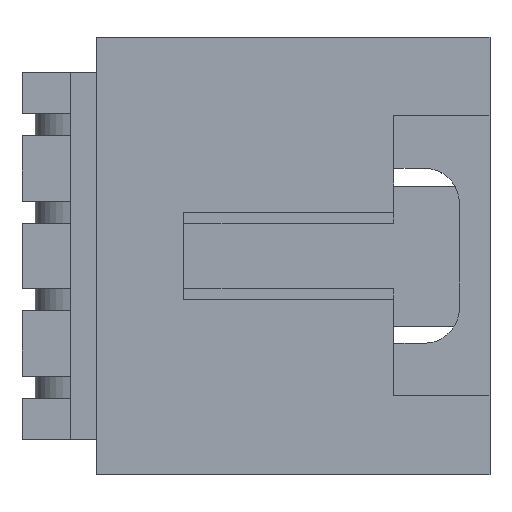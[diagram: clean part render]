
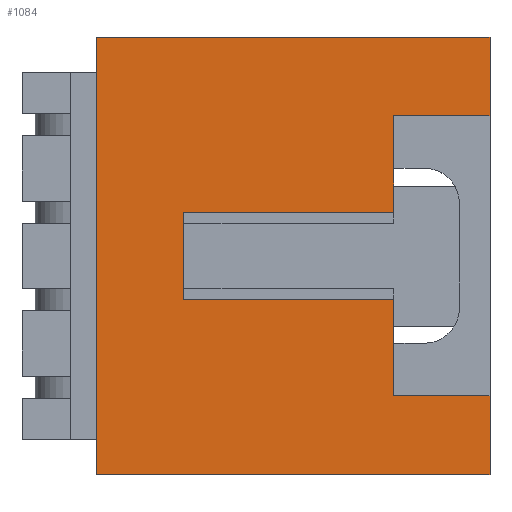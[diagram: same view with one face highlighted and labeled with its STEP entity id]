
A CAD part, top view. The second image highlights one B-rep face of the part: STEP entity #1084.
In plain terms, the highlighted planar face has unit normal (0, 0, 1).
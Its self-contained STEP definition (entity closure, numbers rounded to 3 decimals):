
#80 = VERTEX_POINT('',#81);
#81 = CARTESIAN_POINT('',(1.465,2.531,5.471));
#87 = EDGE_CURVE('',#88,#80,#90,.T.);
#88 = VERTEX_POINT('',#89);
#89 = CARTESIAN_POINT('',(1.465,-10.17,5.471));
#90 = LINE('',#91,#92);
#91 = CARTESIAN_POINT('',(1.465,-10.17,5.471));
#92 = VECTOR('',#93,1.);
#93 = DIRECTION('',(0.,1.,0.));
#475 = VERTEX_POINT('',#476);
#476 = CARTESIAN_POINT('',(12.895,-10.17,5.471));
#482 = EDGE_CURVE('',#483,#475,#485,.T.);
#483 = VERTEX_POINT('',#484);
#484 = CARTESIAN_POINT('',(12.895,-7.884,5.471));
#485 = LINE('',#486,#487);
#486 = CARTESIAN_POINT('',(12.895,-7.884,5.471));
#487 = VECTOR('',#488,1.);
#488 = DIRECTION('',(0.,-1.,0.));
#507 = VERTEX_POINT('',#508);
#508 = CARTESIAN_POINT('',(12.895,0.245,5.471));
#514 = EDGE_CURVE('',#515,#507,#517,.T.);
#515 = VERTEX_POINT('',#516);
#516 = CARTESIAN_POINT('',(12.895,2.531,5.471));
#517 = LINE('',#518,#519);
#518 = CARTESIAN_POINT('',(12.895,2.531,5.471));
#519 = VECTOR('',#520,1.);
#520 = DIRECTION('',(0.,-1.,0.));
#742 = VERTEX_POINT('',#743);
#743 = CARTESIAN_POINT('',(4.005,-5.09,5.471));
#749 = EDGE_CURVE('',#742,#750,#752,.T.);
#750 = VERTEX_POINT('',#751);
#751 = CARTESIAN_POINT('',(4.005,-2.55,5.471));
#752 = LINE('',#753,#754);
#753 = CARTESIAN_POINT('',(4.005,-5.09,5.471));
#754 = VECTOR('',#755,1.);
#755 = DIRECTION('',(0.,1.,0.));
#1056 = EDGE_CURVE('',#1057,#750,#1059,.T.);
#1057 = VERTEX_POINT('',#1058);
#1058 = CARTESIAN_POINT('',(10.101,-2.55,5.471));
#1059 = LINE('',#1060,#1061);
#1060 = CARTESIAN_POINT('',(10.101,-2.55,5.471));
#1061 = VECTOR('',#1062,1.);
#1062 = DIRECTION('',(-1.,0.,0.));
#1084 = ADVANCED_FACE('',(#1085),#1156,.T.);
#1085 = FACE_BOUND('',#1086,.F.);
#1086 = EDGE_LOOP('',(#1087,#1088,#1096,#1104,#1112,#1118,#1119,#1125,
    #1126,#1132,#1133,#1141,#1149,#1155));
#1087 = ORIENTED_EDGE('',*,*,#749,.F.);
#1088 = ORIENTED_EDGE('',*,*,#1089,.F.);
#1089 = EDGE_CURVE('',#1090,#742,#1092,.T.);
#1090 = VERTEX_POINT('',#1091);
#1091 = CARTESIAN_POINT('',(10.101,-5.09,5.471));
#1092 = LINE('',#1093,#1094);
#1093 = CARTESIAN_POINT('',(10.101,-5.09,5.471));
#1094 = VECTOR('',#1095,1.);
#1095 = DIRECTION('',(-1.,0.,0.));
#1096 = ORIENTED_EDGE('',*,*,#1097,.F.);
#1097 = EDGE_CURVE('',#1098,#1090,#1100,.T.);
#1098 = VERTEX_POINT('',#1099);
#1099 = CARTESIAN_POINT('',(10.101,-6.868,5.471));
#1100 = LINE('',#1101,#1102);
#1101 = CARTESIAN_POINT('',(10.101,-6.868,5.471));
#1102 = VECTOR('',#1103,1.);
#1103 = DIRECTION('',(0.,1.,0.));
#1104 = ORIENTED_EDGE('',*,*,#1105,.T.);
#1105 = EDGE_CURVE('',#1098,#1106,#1108,.T.);
#1106 = VERTEX_POINT('',#1107);
#1107 = CARTESIAN_POINT('',(10.101,-7.884,5.471));
#1108 = LINE('',#1109,#1110);
#1109 = CARTESIAN_POINT('',(10.101,-6.868,5.471));
#1110 = VECTOR('',#1111,1.);
#1111 = DIRECTION('',(0.,-1.,0.));
#1112 = ORIENTED_EDGE('',*,*,#1113,.T.);
#1113 = EDGE_CURVE('',#1106,#483,#1114,.T.);
#1114 = LINE('',#1115,#1116);
#1115 = CARTESIAN_POINT('',(10.101,-7.884,5.471));
#1116 = VECTOR('',#1117,1.);
#1117 = DIRECTION('',(1.,0.,0.));
#1118 = ORIENTED_EDGE('',*,*,#482,.T.);
#1119 = ORIENTED_EDGE('',*,*,#1120,.F.);
#1120 = EDGE_CURVE('',#88,#475,#1121,.T.);
#1121 = LINE('',#1122,#1123);
#1122 = CARTESIAN_POINT('',(1.465,-10.17,5.471));
#1123 = VECTOR('',#1124,1.);
#1124 = DIRECTION('',(1.,0.,0.));
#1125 = ORIENTED_EDGE('',*,*,#87,.T.);
#1126 = ORIENTED_EDGE('',*,*,#1127,.T.);
#1127 = EDGE_CURVE('',#80,#515,#1128,.T.);
#1128 = LINE('',#1129,#1130);
#1129 = CARTESIAN_POINT('',(1.465,2.531,5.471));
#1130 = VECTOR('',#1131,1.);
#1131 = DIRECTION('',(1.,0.,0.));
#1132 = ORIENTED_EDGE('',*,*,#514,.T.);
#1133 = ORIENTED_EDGE('',*,*,#1134,.F.);
#1134 = EDGE_CURVE('',#1135,#507,#1137,.T.);
#1135 = VERTEX_POINT('',#1136);
#1136 = CARTESIAN_POINT('',(10.101,0.245,5.471));
#1137 = LINE('',#1138,#1139);
#1138 = CARTESIAN_POINT('',(10.101,0.245,5.471));
#1139 = VECTOR('',#1140,1.);
#1140 = DIRECTION('',(1.,0.,0.));
#1141 = ORIENTED_EDGE('',*,*,#1142,.T.);
#1142 = EDGE_CURVE('',#1135,#1143,#1145,.T.);
#1143 = VERTEX_POINT('',#1144);
#1144 = CARTESIAN_POINT('',(10.101,-0.772,5.471));
#1145 = LINE('',#1146,#1147);
#1146 = CARTESIAN_POINT('',(10.101,0.245,5.471));
#1147 = VECTOR('',#1148,1.);
#1148 = DIRECTION('',(0.,-1.,0.));
#1149 = ORIENTED_EDGE('',*,*,#1150,.F.);
#1150 = EDGE_CURVE('',#1057,#1143,#1151,.T.);
#1151 = LINE('',#1152,#1153);
#1152 = CARTESIAN_POINT('',(10.101,-2.55,5.471));
#1153 = VECTOR('',#1154,1.);
#1154 = DIRECTION('',(0.,1.,0.));
#1155 = ORIENTED_EDGE('',*,*,#1056,.T.);
#1156 = PLANE('',#1157);
#1157 = AXIS2_PLACEMENT_3D('',#1158,#1159,#1160);
#1158 = CARTESIAN_POINT('',(1.465,2.531,5.471));
#1159 = DIRECTION('',(0.,0.,1.));
#1160 = DIRECTION('',(0.,-1.,0.));
